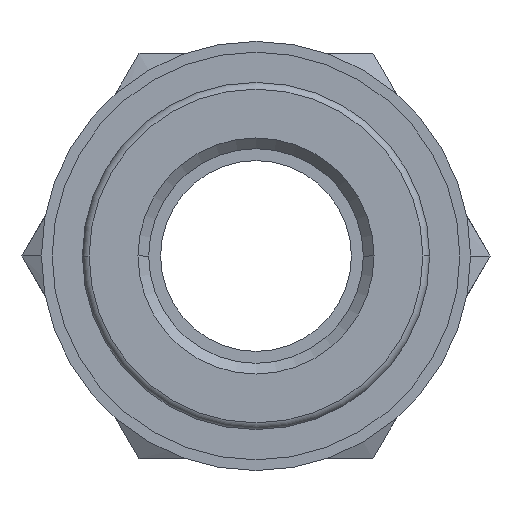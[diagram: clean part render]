
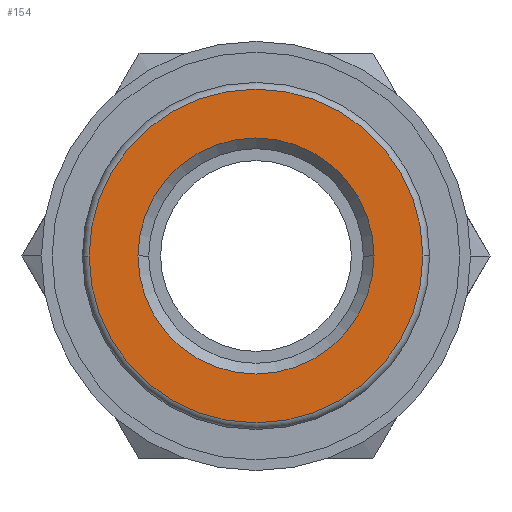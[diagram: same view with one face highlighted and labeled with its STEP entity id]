
A CAD part, front view. The second image highlights one B-rep face of the part: STEP entity #154.
In plain terms, the highlighted planar face has unit normal (0, -1, 0).
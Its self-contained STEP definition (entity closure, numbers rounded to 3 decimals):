
#154=ADVANCED_FACE('',(#326,#327),#328,.T.);
#326=FACE_BOUND('',#511,.T.);
#327=FACE_OUTER_BOUND('',#512,.T.);
#328=PLANE('',#513);
#511=EDGE_LOOP('',(#873,#874));
#512=EDGE_LOOP('',(#875,#876));
#513=AXIS2_PLACEMENT_3D('',#877,#878,#879);
#873=ORIENTED_EDGE('',*,*,#1115,.T.);
#874=ORIENTED_EDGE('',*,*,#1168,.T.);
#875=ORIENTED_EDGE('',*,*,#1169,.T.);
#876=ORIENTED_EDGE('',*,*,#1170,.T.);
#877=CARTESIAN_POINT('',(0.0,0.0,0.0));
#878=DIRECTION('',(0.0,-1.0,0.0));
#879=DIRECTION('',(-1.0,0.0,0.0));
#1115=EDGE_CURVE('',#1341,#1339,#1342,.T.);
#1168=EDGE_CURVE('',#1339,#1341,#1408,.T.);
#1169=EDGE_CURVE('',#1409,#1410,#1411,.T.);
#1170=EDGE_CURVE('',#1410,#1409,#1412,.T.);
#1339=VERTEX_POINT('',#1692);
#1341=VERTEX_POINT('',#1695);
#1342=CIRCLE('',#1696,4.95);
#1408=CIRCLE('',#1800,4.95);
#1409=VERTEX_POINT('',#1801);
#1410=VERTEX_POINT('',#1802);
#1411=CIRCLE('',#1803,7.0);
#1412=CIRCLE('',#1804,7.0);
#1692=CARTESIAN_POINT('',(4.95,0.0,0.));
#1695=CARTESIAN_POINT('',(-4.95,0.0,0.));
#1696=AXIS2_PLACEMENT_3D('',#1987,#1988,#1989);
#1800=AXIS2_PLACEMENT_3D('',#2054,#2055,#2056);
#1801=CARTESIAN_POINT('',(7.0,0.0,0.0));
#1802=CARTESIAN_POINT('',(-7.0,0.0,0.));
#1803=AXIS2_PLACEMENT_3D('',#2057,#2058,#2059);
#1804=AXIS2_PLACEMENT_3D('',#2060,#2061,#2062);
#1987=CARTESIAN_POINT('',(0.0,0.0,0.0));
#1988=DIRECTION('',(-0.0,1.0,0.0));
#1989=DIRECTION('',(1.0,0.0,0.0));
#2054=CARTESIAN_POINT('',(0.0,0.0,0.0));
#2055=DIRECTION('',(-0.0,1.0,0.0));
#2056=DIRECTION('',(1.0,0.0,0.0));
#2057=CARTESIAN_POINT('',(0.0,0.0,0.0));
#2058=DIRECTION('',(0.0,-1.0,0.0));
#2059=DIRECTION('',(1.0,0.0,0.0));
#2060=CARTESIAN_POINT('',(0.0,0.0,0.0));
#2061=DIRECTION('',(0.0,-1.0,0.0));
#2062=DIRECTION('',(1.0,0.0,0.0));
